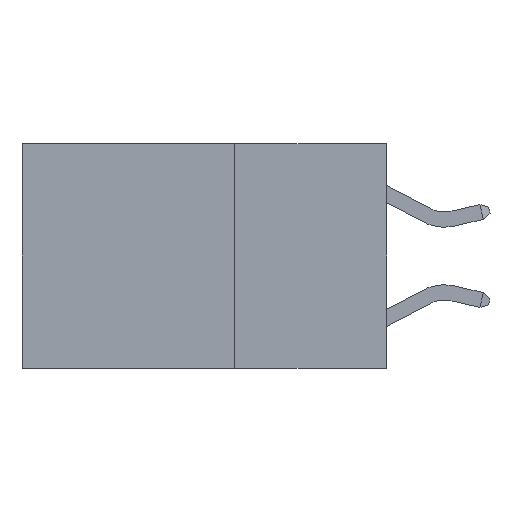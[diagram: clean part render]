
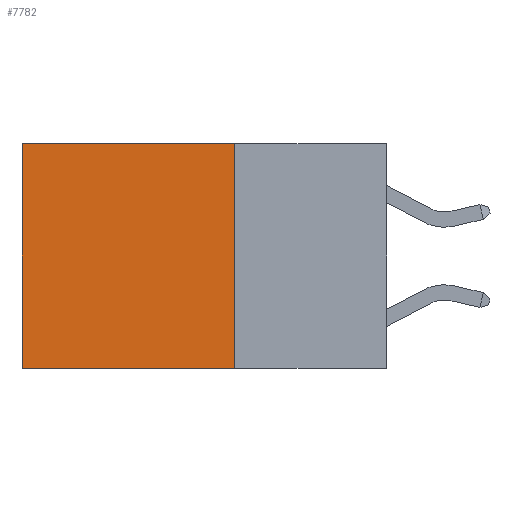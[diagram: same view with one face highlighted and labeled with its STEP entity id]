
A CAD part, left-side view. The second image highlights one B-rep face of the part: STEP entity #7782.
In plain terms, the highlighted planar face has unit normal (-1, 0, 0).
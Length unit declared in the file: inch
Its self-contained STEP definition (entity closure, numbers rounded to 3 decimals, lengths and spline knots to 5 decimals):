
#639 = VERTEX_POINT ( 'NONE', #1628 ) ;
#1297 = EDGE_LOOP ( 'NONE', ( #3416, #1786, #8482, #8722 ) ) ;
#1547 = DIRECTION ( 'NONE',  ( 0., 0., -1. ) ) ;
#1628 = CARTESIAN_POINT ( 'NONE',  ( 0.2625, 0.25, -0.37 ) ) ;
#1698 = DIRECTION ( 'NONE',  ( 0., 1., 0. ) ) ;
#1786 = ORIENTED_EDGE ( 'NONE', *, *, #11369, .F. ) ;
#1803 = VERTEX_POINT ( 'NONE', #5509 ) ;
#2037 = DIRECTION ( 'NONE',  ( 0., 1., 0. ) ) ;
#2526 = PLANE ( 'NONE',  #12645 ) ;
#2989 = DIRECTION ( 'NONE',  ( 0., 0., -1. ) ) ;
#3233 = VECTOR ( 'NONE', #5727, 39.37008 ) ;
#3354 = VECTOR ( 'NONE', #2037, 39.37008 ) ;
#3416 = ORIENTED_EDGE ( 'NONE', *, *, #8830, .T. ) ;
#3918 = FACE_OUTER_BOUND ( 'NONE', #1297, .T. ) ;
#4094 = LINE ( 'NONE', #11237, #9901 ) ;
#4584 = CARTESIAN_POINT ( 'NONE',  ( 0.2625, 0.6, 0. ) ) ;
#5281 = CARTESIAN_POINT ( 'NONE',  ( 0.2625, 0.25, -0.37 ) ) ;
#5348 = EDGE_CURVE ( 'NONE', #1803, #6545, #12973, .T. ) ;
#5509 = CARTESIAN_POINT ( 'NONE',  ( 0.2625, 0.25, 0. ) ) ;
#5727 = DIRECTION ( 'NONE',  ( 0., 0., -1. ) ) ;
#6116 = LINE ( 'NONE', #5281, #3354 ) ;
#6545 = VERTEX_POINT ( 'NONE', #4584 ) ;
#7782 = ADVANCED_FACE ( 'NONE', ( #3918 ), #2526, .F. ) ;
#7800 = CARTESIAN_POINT ( 'NONE',  ( 0.2625, 0.25, 0. ) ) ;
#8482 = ORIENTED_EDGE ( 'NONE', *, *, #9864, .F. ) ;
#8559 = LINE ( 'NONE', #7800, #3233 ) ;
#8722 = ORIENTED_EDGE ( 'NONE', *, *, #5348, .T. ) ;
#8830 = EDGE_CURVE ( 'NONE', #6545, #12214, #4094, .T. ) ;
#9731 = CARTESIAN_POINT ( 'NONE',  ( 0.2625, 0.25, 0. ) ) ;
#9864 = EDGE_CURVE ( 'NONE', #1803, #639, #8559, .T. ) ;
#9901 = VECTOR ( 'NONE', #2989, 39.37008 ) ;
#9938 = CARTESIAN_POINT ( 'NONE',  ( 0.2625, 0.25, 0. ) ) ;
#10246 = VECTOR ( 'NONE', #1698, 39.37008 ) ;
#11237 = CARTESIAN_POINT ( 'NONE',  ( 0.2625, 0.6, 0. ) ) ;
#11369 = EDGE_CURVE ( 'NONE', #639, #12214, #6116, .T. ) ;
#12214 = VERTEX_POINT ( 'NONE', #12749 ) ;
#12645 = AXIS2_PLACEMENT_3D ( 'NONE', #9731, #12695, #1547 ) ;
#12695 = DIRECTION ( 'NONE',  ( 1., 0., 0. ) ) ;
#12749 = CARTESIAN_POINT ( 'NONE',  ( 0.2625, 0.6, -0.37 ) ) ;
#12973 = LINE ( 'NONE', #9938, #10246 ) ;
